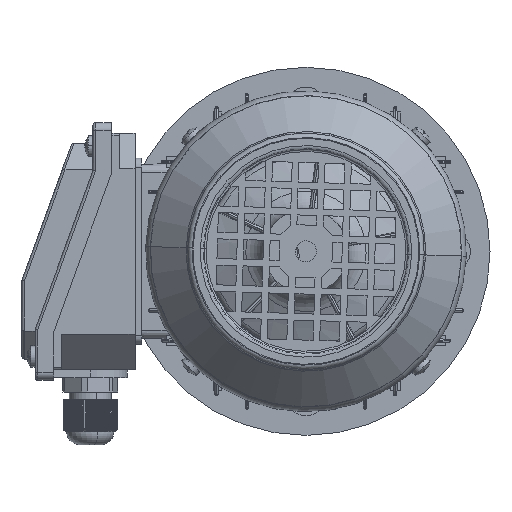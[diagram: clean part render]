
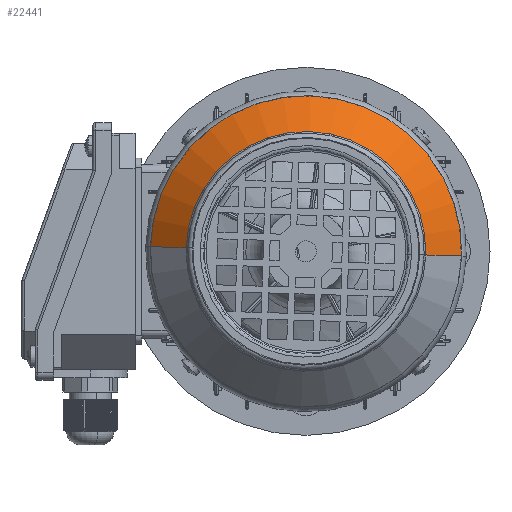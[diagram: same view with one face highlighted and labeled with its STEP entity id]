
A CAD part, left-side view. The second image highlights one B-rep face of the part: STEP entity #22441.
In plain terms, the highlighted conical face has half-angle 45 degrees and reference radius 59.243 mm.
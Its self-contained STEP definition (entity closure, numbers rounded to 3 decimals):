
#2635 = DIRECTION ( 'NONE',  ( 0., 0., 1. ) ) ;
#2636 = DIRECTION ( 'NONE',  ( -1., 0., 0. ) ) ;
#2637 = CARTESIAN_POINT ( 'NONE',  ( 45.757, 0., 0. ) ) ;
#2638 = AXIS2_PLACEMENT_3D ( 'NONE', #2637, #2636, #2635 ) ;
#2639 = CIRCLE ( 'NONE', #2638, 59.243 ) ;
#2640 = DIRECTION ( 'NONE',  ( 0., 0., 1. ) ) ;
#2641 = DIRECTION ( 'NONE',  ( -1., 0., 0. ) ) ;
#2642 = CARTESIAN_POINT ( 'NONE',  ( 45.757, 0., 0. ) ) ;
#2643 = AXIS2_PLACEMENT_3D ( 'NONE', #2642, #2641, #2640 ) ;
#2644 = CONICAL_SURFACE ( 'NONE', #2643, 59.243, 0.785 ) ;
#2647 = FACE_OUTER_BOUND ( 'NONE', #22442, .T. ) ;
#22441 = ADVANCED_FACE ( 'NONE', ( #2647 ), #2644, .T. ) ;
#22442 = EDGE_LOOP ( 'NONE', ( #22443, #22444, #22446, #22448 ) ) ;
#22443 = ORIENTED_EDGE ( 'NONE', *, *, #43019, .F. ) ;
#22444 = ORIENTED_EDGE ( 'NONE', *, *, #42953, .T. ) ;
#22446 = ORIENTED_EDGE ( 'NONE', *, *, #42959, .T. ) ;
#22448 = ORIENTED_EDGE ( 'NONE', *, *, #22450, .F. ) ;
#22450 = EDGE_CURVE ( 'NONE', #41364, #42858, #2639, .T. ) ;
#41364 = VERTEX_POINT ( 'NONE', #43612 ) ;
#42858 = VERTEX_POINT ( 'NONE', #50117 ) ;
#42949 = VERTEX_POINT ( 'NONE', #50253 ) ;
#42953 = EDGE_CURVE ( 'NONE', #42949, #42957, #50246, .T. ) ;
#42957 = VERTEX_POINT ( 'NONE', #50292 ) ;
#42959 = EDGE_CURVE ( 'NONE', #42957, #42858, #50291, .T. ) ;
#43019 = EDGE_CURVE ( 'NONE', #42949, #41364, #50377, .T. ) ;
#43612 = CARTESIAN_POINT ( 'NONE',  ( 45.757, 0., -59.243 ) ) ;
#50117 = CARTESIAN_POINT ( 'NONE',  ( 45.757, 0., 59.243 ) ) ;
#50242 = DIRECTION ( 'NONE',  ( 0., 0., 1. ) ) ;
#50243 = DIRECTION ( 'NONE',  ( -1., 0., 0. ) ) ;
#50244 = CARTESIAN_POINT ( 'NONE',  ( 59.414, 0., 0. ) ) ;
#50245 = AXIS2_PLACEMENT_3D ( 'NONE', #50244, #50243, #50242 ) ;
#50246 = CIRCLE ( 'NONE', #50245, 45.586 ) ;
#50253 = CARTESIAN_POINT ( 'NONE',  ( 59.414, 0., -45.586 ) ) ;
#50288 = DIRECTION ( 'NONE',  ( -0.707, 0., 0.707 ) ) ;
#50289 = VECTOR ( 'NONE', #50288, 1000. ) ;
#50290 = CARTESIAN_POINT ( 'NONE',  ( 45.757, 0., 59.243 ) ) ;
#50291 = LINE ( 'NONE', #50290, #50289 ) ;
#50292 = CARTESIAN_POINT ( 'NONE',  ( 59.414, 0., 45.586 ) ) ;
#50374 = DIRECTION ( 'NONE',  ( -0.707, 0., -0.707 ) ) ;
#50375 = VECTOR ( 'NONE', #50374, 1000. ) ;
#50376 = CARTESIAN_POINT ( 'NONE',  ( 45.757, 0., -59.243 ) ) ;
#50377 = LINE ( 'NONE', #50376, #50375 ) ;
